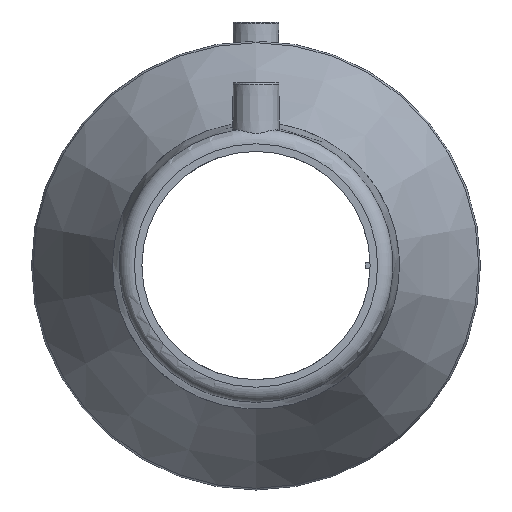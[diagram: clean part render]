
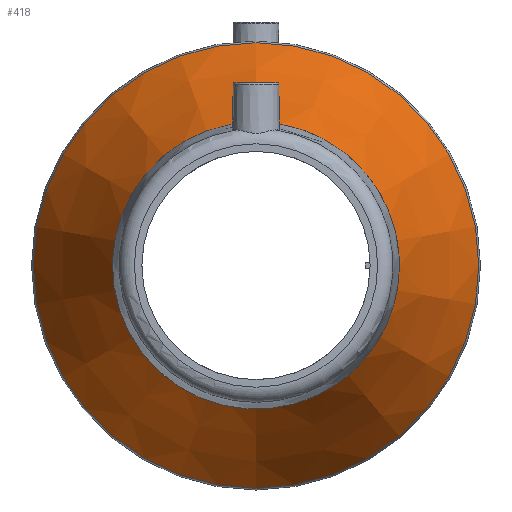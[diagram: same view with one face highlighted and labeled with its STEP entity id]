
A CAD part, left-side view. The second image highlights one B-rep face of the part: STEP entity #418.
In plain terms, the highlighted conical face has half-angle 27.3 degrees and reference radius 88.5 mm.
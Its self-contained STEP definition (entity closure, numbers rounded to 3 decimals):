
#77=CIRCLE('',#475,56.5);
#78=CIRCLE('',#476,87.832);
#113=ORIENTED_EDGE('',*,*,#201,.F.);
#114=ORIENTED_EDGE('',*,*,#202,.T.);
#201=EDGE_CURVE('',#245,#245,#77,.T.);
#202=EDGE_CURVE('',#246,#246,#78,.T.);
#245=VERTEX_POINT('',#728);
#246=VERTEX_POINT('',#730);
#287=EDGE_LOOP('',(#113));
#288=EDGE_LOOP('',(#114));
#352=FACE_BOUND('',#287,.T.);
#353=FACE_BOUND('',#288,.T.);
#409=CONICAL_SURFACE('',#474,88.5,0.476);
#418=ADVANCED_FACE('',(#352,#353),#409,.T.);
#474=AXIS2_PLACEMENT_3D('',#726,#554,#555);
#475=AXIS2_PLACEMENT_3D('',#727,#556,#557);
#476=AXIS2_PLACEMENT_3D('',#729,#558,#559);
#554=DIRECTION('',(1.,0.,0.));
#555=DIRECTION('',(0.,0.,-1.));
#556=DIRECTION('',(-1.,0.,0.));
#557=DIRECTION('',(0.,0.,1.));
#558=DIRECTION('',(-1.,0.,0.));
#559=DIRECTION('',(0.,0.,1.));
#726=CARTESIAN_POINT('',(31.,0.,0.));
#727=CARTESIAN_POINT('',(-31.,0.,0.));
#728=CARTESIAN_POINT('',(-31.,0.,56.5));
#729=CARTESIAN_POINT('',(29.705,0.,0.));
#730=CARTESIAN_POINT('',(29.705,0.,87.832));
